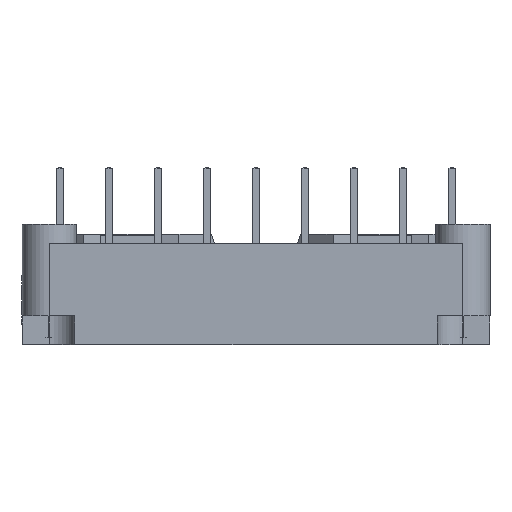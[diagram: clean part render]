
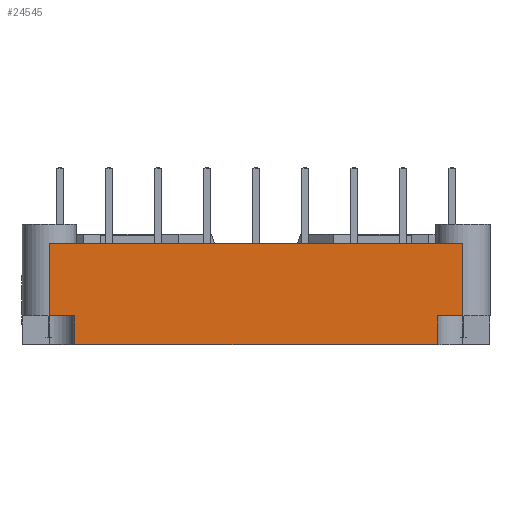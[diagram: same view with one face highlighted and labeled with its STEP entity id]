
A CAD part, left-side view. The second image highlights one B-rep face of the part: STEP entity #24545.
In plain terms, the highlighted planar face has unit normal (-1, 0, 0).
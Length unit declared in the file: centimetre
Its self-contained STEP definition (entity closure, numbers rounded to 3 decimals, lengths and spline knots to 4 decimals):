
#850=VERTEX_POINT('',#32386);
#851=VERTEX_POINT('',#32388);
#1268=VERTEX_POINT('',#33533);
#1269=VERTEX_POINT('',#33535);
#1319=VERTEX_POINT('',#33866);
#1320=VERTEX_POINT('',#33868);
#1321=VERTEX_POINT('',#33870);
#1322=VERTEX_POINT('',#33873);
#3311=VECTOR('',#27022,1.);
#3763=VECTOR('',#27672,1.);
#3805=VECTOR('',#27937,1.);
#3806=VECTOR('',#27938,1.);
#3807=VECTOR('',#27939,1.);
#3808=VECTOR('',#27940,1.);
#3809=VECTOR('',#27941,1.);
#3810=VECTOR('',#27942,1.);
#6524=LINE('',#32387,#3311);
#6976=LINE('',#33534,#3763);
#7018=LINE('',#33865,#3805);
#7019=LINE('',#33867,#3806);
#7020=LINE('',#33869,#3807);
#7021=LINE('',#33871,#3808);
#7022=LINE('',#33872,#3809);
#7023=LINE('',#33874,#3810);
#9778=EDGE_CURVE('',#851,#850,#6524,.T.);
#10305=EDGE_CURVE('',#1269,#1268,#6976,.T.);
#10417=EDGE_CURVE('',#1319,#851,#7018,.T.);
#10418=EDGE_CURVE('',#850,#1320,#7019,.T.);
#10419=EDGE_CURVE('',#1320,#1321,#7020,.T.);
#10420=EDGE_CURVE('',#1321,#1269,#7021,.T.);
#10421=EDGE_CURVE('',#1322,#1268,#7022,.T.);
#10422=EDGE_CURVE('',#1322,#1319,#7023,.T.);
#14722=ORIENTED_EDGE('',*,*,#10417,.T.);
#14723=ORIENTED_EDGE('',*,*,#9778,.T.);
#14724=ORIENTED_EDGE('',*,*,#10418,.T.);
#14725=ORIENTED_EDGE('',*,*,#10419,.T.);
#14726=ORIENTED_EDGE('',*,*,#10420,.T.);
#14727=ORIENTED_EDGE('',*,*,#10305,.T.);
#14728=ORIENTED_EDGE('',*,*,#10421,.F.);
#14729=ORIENTED_EDGE('',*,*,#10422,.T.);
#21399=EDGE_LOOP('',(#14722,#14723,#14724,#14725,#14726,#14727,#14728,#14729));
#22992=FACE_BOUND('',#21399,.T.);
#24545=ADVANCED_FACE('',(#22992),#25903,.T.);
#25903=PLANE('',#40336);
#27022=DIRECTION('',(0.,-1.,0.));
#27672=DIRECTION('',(0.,1.,0.));
#27936=DIRECTION('',(-1.,0.,0.));
#27937=DIRECTION('',(0.,0.,-1.));
#27938=DIRECTION('',(0.,0.,1.));
#27939=DIRECTION('',(0.,-1.,0.));
#27940=DIRECTION('',(0.,0.,1.));
#27941=DIRECTION('',(0.,0.,1.));
#27942=DIRECTION('',(0.,-1.,0.));
#32386=CARTESIAN_POINT('',(-0.6401,-3.6713,0.0001));
#32387=CARTESIAN_POINT('',(-0.6401,0.3537,0.0001));
#32388=CARTESIAN_POINT('',(-0.6401,0.0887,0.0001));
#33533=CARTESIAN_POINT('',(-0.6401,0.3537,1.0501));
#33534=CARTESIAN_POINT('',(-0.6401,0.3537,1.0501));
#33535=CARTESIAN_POINT('',(-0.6401,-3.9363,1.0501));
#33864=CARTESIAN_POINT('',(-0.6401,-1.7913,0.0001));
#33865=CARTESIAN_POINT('',(-0.6401,0.0887,0.0001));
#33866=CARTESIAN_POINT('',(-0.6401,0.0887,0.3001));
#33867=CARTESIAN_POINT('',(-0.6401,-3.6713,0.0001));
#33868=CARTESIAN_POINT('',(-0.6401,-3.6713,0.3001));
#33869=CARTESIAN_POINT('',(-0.6401,-2.8669,0.3001));
#33870=CARTESIAN_POINT('',(-0.6401,-3.9363,0.3001));
#33871=CARTESIAN_POINT('',(-0.6401,-3.9363,0.0001));
#33872=CARTESIAN_POINT('',(-0.6401,0.3537,0.0001));
#33873=CARTESIAN_POINT('',(-0.6401,0.3537,0.3001));
#33874=CARTESIAN_POINT('',(-0.6401,-0.7157,0.3001));
#40336=AXIS2_PLACEMENT_3D('',#33864,#27936,$);
